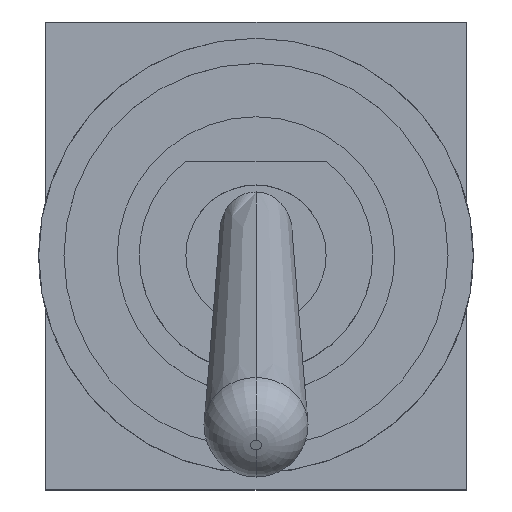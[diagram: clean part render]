
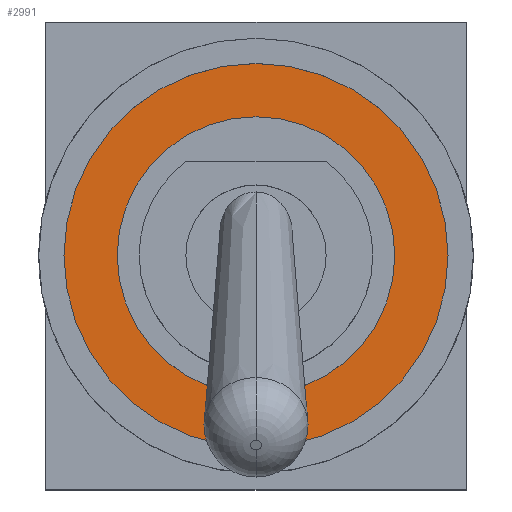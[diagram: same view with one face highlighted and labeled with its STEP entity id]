
A CAD part, top view. The second image highlights one B-rep face of the part: STEP entity #2991.
In plain terms, the highlighted planar face has unit normal (0, 0, 1).
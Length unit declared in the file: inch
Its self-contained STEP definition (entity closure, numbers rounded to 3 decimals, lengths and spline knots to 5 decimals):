
#7 = CARTESIAN_POINT ( 'NONE',  ( 0., 0., 0.47 ) ) ;
#34 = VERTEX_POINT ( 'NONE', #920 ) ;
#60 = DIRECTION ( 'NONE',  ( 0., 0., 1. ) ) ;
#270 = VERTEX_POINT ( 'NONE', #2081 ) ;
#273 = ORIENTED_EDGE ( 'NONE', *, *, #2850, .F. ) ;
#281 = CARTESIAN_POINT ( 'NONE',  ( 0., 0., 0.47 ) ) ;
#283 = EDGE_CURVE ( 'NONE', #34, #270, #3310, .T. ) ;
#471 = DIRECTION ( 'NONE',  ( 0., 0., 1. ) ) ;
#497 = CIRCLE ( 'NONE', #3117, 0.2055 ) ;
#517 = AXIS2_PLACEMENT_3D ( 'NONE', #2387, #1554, #3652 ) ;
#562 = CARTESIAN_POINT ( 'NONE',  ( 0.2055, 0., 0.47 ) ) ;
#618 = DIRECTION ( 'NONE',  ( 1., 0., 0. ) ) ;
#644 = DIRECTION ( 'NONE',  ( 1., 0., 0. ) ) ;
#893 = ORIENTED_EDGE ( 'NONE', *, *, #2713, .T. ) ;
#920 = CARTESIAN_POINT ( 'NONE',  ( -0.1485, 0., 0.47 ) ) ;
#1482 = EDGE_LOOP ( 'NONE', ( #273, #2682 ) ) ;
#1529 = FACE_BOUND ( 'NONE', #1482, .T. ) ;
#1554 = DIRECTION ( 'NONE',  ( 0., 0., 1. ) ) ;
#1556 = DIRECTION ( 'NONE',  ( 0., 0., 1. ) ) ;
#1786 = CARTESIAN_POINT ( 'NONE',  ( 0., 0., 0.47 ) ) ;
#1898 = ORIENTED_EDGE ( 'NONE', *, *, #3316, .T. ) ;
#1935 = AXIS2_PLACEMENT_3D ( 'NONE', #1786, #1556, #644 ) ;
#2017 = VERTEX_POINT ( 'NONE', #2533 ) ;
#2081 = CARTESIAN_POINT ( 'NONE',  ( 0.1485, 0., 0.47 ) ) ;
#2119 = FACE_OUTER_BOUND ( 'NONE', #3193, .T. ) ;
#2125 = AXIS2_PLACEMENT_3D ( 'NONE', #2789, #471, #3403 ) ;
#2184 = AXIS2_PLACEMENT_3D ( 'NONE', #281, #3022, #2979 ) ;
#2387 = CARTESIAN_POINT ( 'NONE',  ( 0., 0., 0.47 ) ) ;
#2533 = CARTESIAN_POINT ( 'NONE',  ( -0.2055, 0., 0.47 ) ) ;
#2682 = ORIENTED_EDGE ( 'NONE', *, *, #283, .F. ) ;
#2713 = EDGE_CURVE ( 'NONE', #3260, #2017, #2740, .T. ) ;
#2740 = CIRCLE ( 'NONE', #1935, 0.2055 ) ;
#2789 = CARTESIAN_POINT ( 'NONE',  ( 0., 0., 0.47 ) ) ;
#2850 = EDGE_CURVE ( 'NONE', #270, #34, #3169, .T. ) ;
#2979 = DIRECTION ( 'NONE',  ( 1., 0., 0. ) ) ;
#2991 = ADVANCED_FACE ( 'NONE', ( #1529, #2119 ), #3326, .T. ) ;
#3022 = DIRECTION ( 'NONE',  ( 0., 0., 1. ) ) ;
#3117 = AXIS2_PLACEMENT_3D ( 'NONE', #7, #60, #618 ) ;
#3169 = CIRCLE ( 'NONE', #2125, 0.1485 ) ;
#3193 = EDGE_LOOP ( 'NONE', ( #893, #1898 ) ) ;
#3260 = VERTEX_POINT ( 'NONE', #562 ) ;
#3310 = CIRCLE ( 'NONE', #517, 0.1485 ) ;
#3316 = EDGE_CURVE ( 'NONE', #2017, #3260, #497, .T. ) ;
#3326 = PLANE ( 'NONE',  #2184 ) ;
#3403 = DIRECTION ( 'NONE',  ( 1., 0., 0. ) ) ;
#3652 = DIRECTION ( 'NONE',  ( 1., 0., 0. ) ) ;
